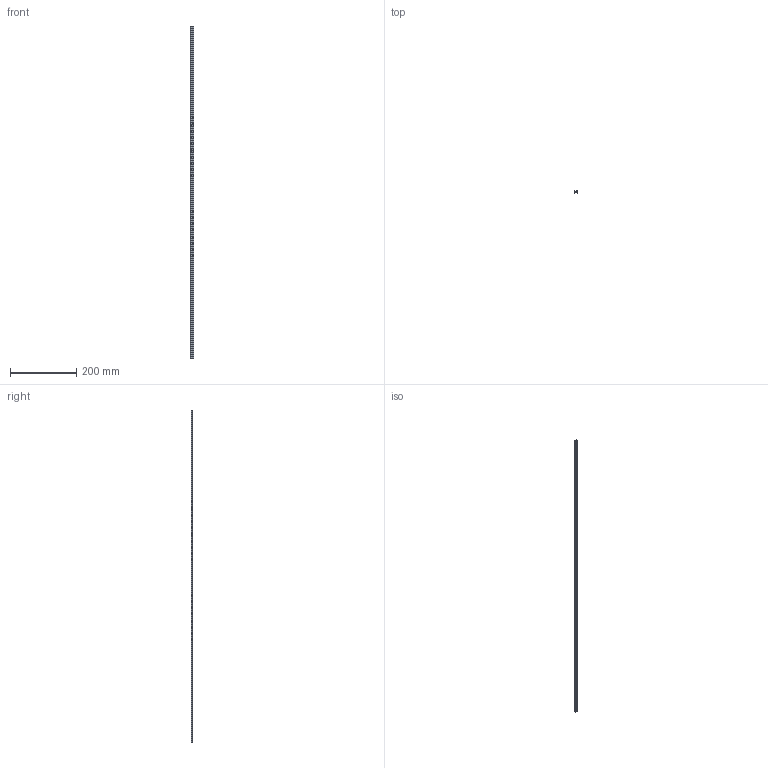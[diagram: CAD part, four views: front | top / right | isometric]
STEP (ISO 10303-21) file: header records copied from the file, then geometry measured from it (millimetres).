
FILE_DESCRIPTION(/* description */ ('KriTec_Abdeckprofil_8_PP_Sichtflaeche_silber_lackiert'),/* implementation_level */ '2;1');
FILE_NAME(/* name */ '10492_KriTec_Abdeckprofil_8_PP_Sichtflaeche_silber_lackiert.stp',/* time_stamp */ '2018-05-30T10:24:29+02:00',/* author */ ('kostic'),/* organization */ (''),/* preprocessor_version */ 'ST-DEVELOPER v16.1',/* originating_system */ 'Autodesk Inventor 2016',/* authorisation */ ' ');
FILE_SCHEMA (('AUTOMOTIVE_DESIGN { 1 0 10303 214 3 1 1 }'));
Length unit declared in the file: millimetre
Products named in the file (1): 10492_KriTec_Abdeckprofil_8_PP_Sichtflaeche_silber_lackiert
Bounding box: 9.17 x 5.3 x 1000 mm (x, y, z)
Volume: 17227 mm3; surface area: 35459.6 mm2
Topology: 1 solids, 1 shells, 32 faces, 90 edges, 60 vertices
Faces by surface type: cylinder 21, plane 11
Entity records: 1125 total; most frequent: DIRECTION 198, CARTESIAN_POINT 183, ORIENTED_EDGE 180, EDGE_CURVE 90, AXIS2_PLACEMENT_3D 75, VERTEX_POINT 60, LINE 48, VECTOR 48
